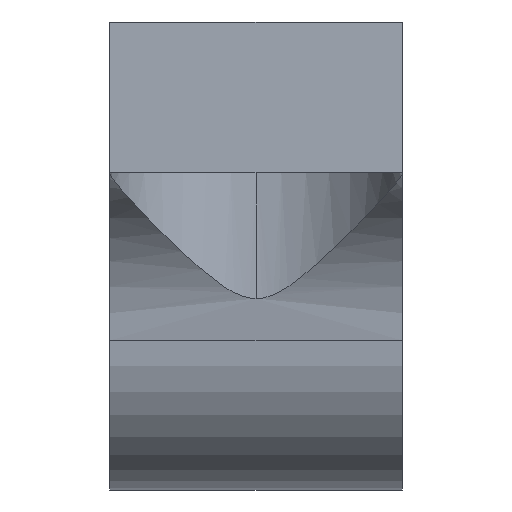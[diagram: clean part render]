
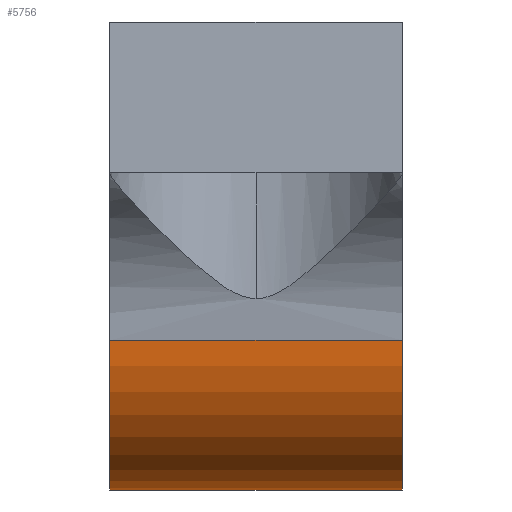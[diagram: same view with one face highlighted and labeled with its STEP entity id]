
A CAD part, left-side view. The second image highlights one B-rep face of the part: STEP entity #5756.
In plain terms, the highlighted cylindrical face has radius 3.261 mm (diameter 6.523 mm), a partial arc.
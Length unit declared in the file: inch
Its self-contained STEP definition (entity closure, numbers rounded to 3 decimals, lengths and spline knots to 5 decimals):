
#117 = CARTESIAN_POINT ( 'NONE',  ( -0.27225, 0.25, -0.33605 ) ) ;
#205 = DIRECTION ( 'NONE',  ( 0., -1., 0. ) ) ;
#265 = ORIENTED_EDGE ( 'NONE', *, *, #5996, .T. ) ;
#271 = VECTOR ( 'NONE', #1533, 39.37008 ) ;
#983 = LINE ( 'NONE', #2611, #5620 ) ;
#1131 = CYLINDRICAL_SURFACE ( 'NONE', #5836, 0.1284 ) ;
#1250 = EDGE_CURVE ( 'NONE', #3855, #2196, #4847, .T. ) ;
#1498 = LINE ( 'NONE', #117, #271 ) ;
#1533 = DIRECTION ( 'NONE',  ( 0., -1., 0. ) ) ;
#1632 = ORIENTED_EDGE ( 'NONE', *, *, #1250, .T. ) ;
#1689 = DIRECTION ( 'NONE',  ( 0., 0., 1. ) ) ;
#1712 = FACE_OUTER_BOUND ( 'NONE', #1778, .T. ) ;
#1778 = EDGE_LOOP ( 'NONE', ( #2016, #5337, #1632, #265 ) ) ;
#1894 = VERTEX_POINT ( 'NONE', #5167 ) ;
#2016 = ORIENTED_EDGE ( 'NONE', *, *, #5953, .F. ) ;
#2097 = DIRECTION ( 'NONE',  ( 0., 1., 0. ) ) ;
#2196 = VERTEX_POINT ( 'NONE', #3900 ) ;
#2483 = CARTESIAN_POINT ( 'NONE',  ( -0.27225, 0.25, -0.20765 ) ) ;
#2565 = AXIS2_PLACEMENT_3D ( 'NONE', #5723, #2097, #4355 ) ;
#2611 = CARTESIAN_POINT ( 'NONE',  ( -0.40065, 0.25, -0.20798 ) ) ;
#3185 = CARTESIAN_POINT ( 'NONE',  ( -0.40065, 0.25, -0.20798 ) ) ;
#3407 = DIRECTION ( 'NONE',  ( 0., 0., -1. ) ) ;
#3429 = CIRCLE ( 'NONE', #3825, 0.1284 ) ;
#3825 = AXIS2_PLACEMENT_3D ( 'NONE', #4438, #3897, #1689 ) ;
#3855 = VERTEX_POINT ( 'NONE', #5881 ) ;
#3897 = DIRECTION ( 'NONE',  ( 0., 1., 0. ) ) ;
#3900 = CARTESIAN_POINT ( 'NONE',  ( -0.40065, 0., -0.20798 ) ) ;
#3944 = DIRECTION ( 'NONE',  ( 0., 1., 0. ) ) ;
#3954 = VERTEX_POINT ( 'NONE', #3185 ) ;
#4355 = DIRECTION ( 'NONE',  ( 0., 0., 1. ) ) ;
#4438 = CARTESIAN_POINT ( 'NONE',  ( -0.27225, 0.25, -0.20765 ) ) ;
#4676 = EDGE_CURVE ( 'NONE', #1894, #3855, #1498, .T. ) ;
#4847 = CIRCLE ( 'NONE', #2565, 0.1284 ) ;
#5167 = CARTESIAN_POINT ( 'NONE',  ( -0.27225, 0.25, -0.33605 ) ) ;
#5337 = ORIENTED_EDGE ( 'NONE', *, *, #4676, .T. ) ;
#5620 = VECTOR ( 'NONE', #3944, 39.37008 ) ;
#5723 = CARTESIAN_POINT ( 'NONE',  ( -0.27225, 0., -0.20765 ) ) ;
#5756 = ADVANCED_FACE ( 'NONE', ( #1712 ), #1131, .T. ) ;
#5836 = AXIS2_PLACEMENT_3D ( 'NONE', #2483, #205, #3407 ) ;
#5881 = CARTESIAN_POINT ( 'NONE',  ( -0.27225, 0., -0.33605 ) ) ;
#5953 = EDGE_CURVE ( 'NONE', #1894, #3954, #3429, .T. ) ;
#5996 = EDGE_CURVE ( 'NONE', #2196, #3954, #983, .T. ) ;
